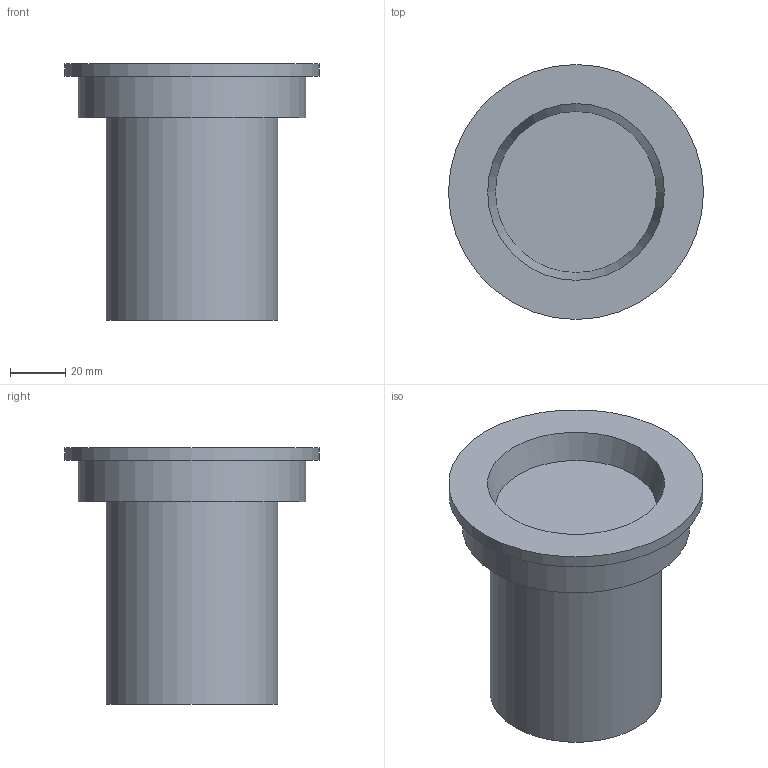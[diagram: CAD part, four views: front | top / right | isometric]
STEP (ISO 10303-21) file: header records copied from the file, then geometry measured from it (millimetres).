
FILE_DESCRIPTION(/* description */ (''),/* implementation_level */ '2;1');
FILE_NAME(/* name */ 'BV-10(100ml).step',/* time_stamp */ '2024-05-09T15:52:28+01:00',/* author */ (''),/* organization */ (''),/* preprocessor_version */ 'ST-DEVELOPER v20',/* originating_system */ 'Autodesk Translation Framework v12.20.1.177',/* authorisation */ '');
FILE_SCHEMA (('AUTOMOTIVE_DESIGN { 1 0 10303 214 3 1 1 }'));
Length unit declared in the file: millimetre
Products named in the file (1): BV-10(100ml)
Bounding box: 92 x 92 x 92.5 mm (x, y, z)
Volume: 152617.3 mm3; surface area: 46969.9 mm2
Topology: 1 solids, 1 shells, 28 faces, 43 edges, 27 vertices
Faces by surface type: plane 12, cylinder 10, torus 5, cone 1
Full cylindrical faces by diameter (mm): 4.234 x3, 48 x1, 50 x1, 56 x1, 58 x1, 62 x1, 82 x1, 92 x1
Entity records: 672 total; most frequent: DIRECTION 133, CARTESIAN_POINT 99, ORIENTED_EDGE 86, AXIS2_PLACEMENT_3D 61, EDGE_CURVE 43, EDGE_LOOP 38, CIRCLE 32, FACE_OUTER_BOUND 28
